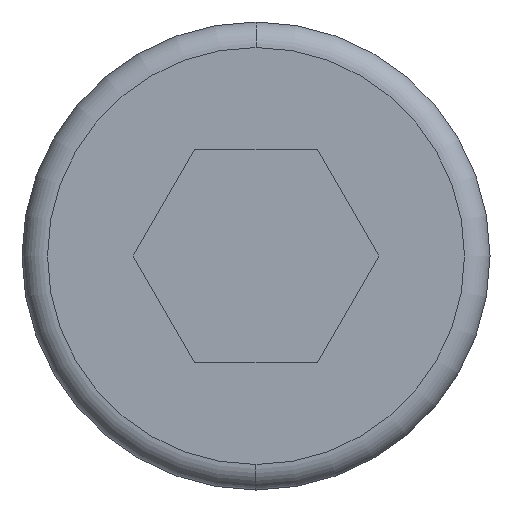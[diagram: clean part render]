
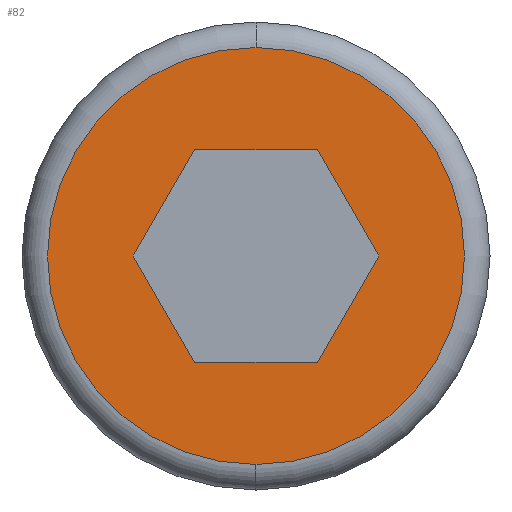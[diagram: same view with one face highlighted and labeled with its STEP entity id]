
A CAD part, front view. The second image highlights one B-rep face of the part: STEP entity #82.
In plain terms, the highlighted planar face has unit normal (0, -1, 0).
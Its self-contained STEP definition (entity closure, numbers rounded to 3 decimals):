
#82=ADVANCED_FACE('',(#159,#160),#161,.T.);
#159=FACE_BOUND('',#228,.T.);
#160=FACE_OUTER_BOUND('',#229,.T.);
#161=PLANE('',#230);
#228=EDGE_LOOP('',(#392,#393,#394,#395,#396,#397));
#229=EDGE_LOOP('',(#398,#399,#400));
#230=AXIS2_PLACEMENT_3D('',#401,#402,#403);
#392=ORIENTED_EDGE('',*,*,#440,.T.);
#393=ORIENTED_EDGE('',*,*,#460,.T.);
#394=ORIENTED_EDGE('',*,*,#456,.T.);
#395=ORIENTED_EDGE('',*,*,#452,.T.);
#396=ORIENTED_EDGE('',*,*,#448,.T.);
#397=ORIENTED_EDGE('',*,*,#444,.T.);
#398=ORIENTED_EDGE('',*,*,#463,.T.);
#399=ORIENTED_EDGE('',*,*,#414,.T.);
#400=ORIENTED_EDGE('',*,*,#464,.T.);
#401=CARTESIAN_POINT('',(0.0,-3.0,0.));
#402=DIRECTION('',(0.0,-1.0,0.));
#403=DIRECTION('',(1.0,0.0,0.0));
#414=EDGE_CURVE('',#482,#486,#488,.T.);
#440=EDGE_CURVE('',#526,#524,#527,.T.);
#444=EDGE_CURVE('',#532,#526,#533,.T.);
#448=EDGE_CURVE('',#538,#532,#539,.T.);
#452=EDGE_CURVE('',#544,#538,#545,.T.);
#456=EDGE_CURVE('',#550,#544,#551,.T.);
#460=EDGE_CURVE('',#524,#550,#555,.T.);
#463=EDGE_CURVE('',#558,#482,#559,.T.);
#464=EDGE_CURVE('',#486,#558,#560,.T.);
#482=VERTEX_POINT('',#580);
#486=VERTEX_POINT('',#584);
#488=CIRCLE('',#586,2.45);
#524=VERTEX_POINT('',#627);
#526=VERTEX_POINT('',#630);
#527=LINE('',#631,#632);
#532=VERTEX_POINT('',#639);
#533=LINE('',#640,#641);
#538=VERTEX_POINT('',#648);
#539=LINE('',#649,#650);
#544=VERTEX_POINT('',#657);
#545=LINE('',#658,#659);
#550=VERTEX_POINT('',#666);
#551=LINE('',#667,#668);
#555=LINE('',#674,#675);
#558=VERTEX_POINT('',#678);
#559=CIRCLE('',#679,2.45);
#560=CIRCLE('',#680,2.45);
#580=CARTESIAN_POINT('',(0.,-3.0,2.45));
#584=CARTESIAN_POINT('',(0.,-3.0,-2.45));
#586=AXIS2_PLACEMENT_3D('',#706,#707,#708);
#627=CARTESIAN_POINT('',(-0.722,-3.0,-1.25));
#630=CARTESIAN_POINT('',(0.722,-3.0,-1.25));
#631=CARTESIAN_POINT('',(0.18,-3.0,-1.25));
#632=VECTOR('',#748,1.0);
#639=CARTESIAN_POINT('',(1.443,-3.0,0.));
#640=CARTESIAN_POINT('',(1.083,-3.0,-0.625));
#641=VECTOR('',#751,1.0);
#648=CARTESIAN_POINT('',(0.722,-3.0,1.25));
#649=CARTESIAN_POINT('',(1.083,-3.0,0.625));
#650=VECTOR('',#754,1.0);
#657=CARTESIAN_POINT('',(-0.722,-3.0,1.25));
#658=CARTESIAN_POINT('',(0.,-3.0,1.25));
#659=VECTOR('',#757,1.0);
#666=CARTESIAN_POINT('',(-1.443,-3.0,0.));
#667=CARTESIAN_POINT('',(-1.083,-3.0,0.625));
#668=VECTOR('',#760,1.0);
#674=CARTESIAN_POINT('',(-1.083,-3.0,-0.625));
#675=VECTOR('',#763,1.0);
#678=CARTESIAN_POINT('',(2.45,-3.0,0.));
#679=AXIS2_PLACEMENT_3D('',#764,#765,#766);
#680=AXIS2_PLACEMENT_3D('',#767,#768,#769);
#706=CARTESIAN_POINT('',(0.0,-3.0,0.));
#707=DIRECTION('',(0.0,-1.0,0.));
#708=DIRECTION('',(1.0,0.0,0.0));
#748=DIRECTION('',(-1.0,0.,0.));
#751=DIRECTION('',(-0.5,0.,-0.866));
#754=DIRECTION('',(0.5,0.,-0.866));
#757=DIRECTION('',(1.0,0.,0.));
#760=DIRECTION('',(0.5,0.,0.866));
#763=DIRECTION('',(-0.5,0.,0.866));
#764=CARTESIAN_POINT('',(0.0,-3.0,0.));
#765=DIRECTION('',(0.0,-1.0,0.));
#766=DIRECTION('',(1.0,0.0,0.0));
#767=CARTESIAN_POINT('',(0.0,-3.0,0.));
#768=DIRECTION('',(0.0,-1.0,0.));
#769=DIRECTION('',(1.0,0.0,0.0));
